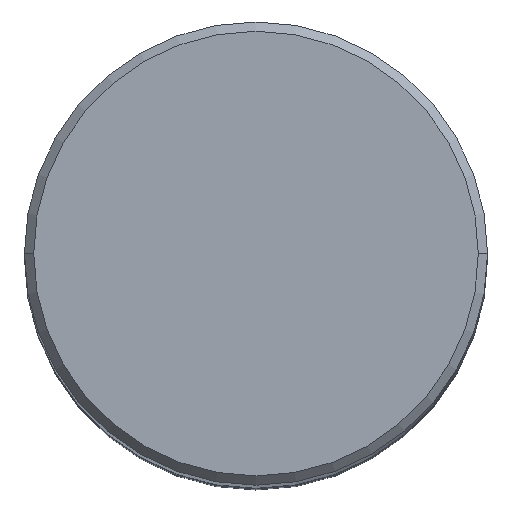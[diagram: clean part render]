
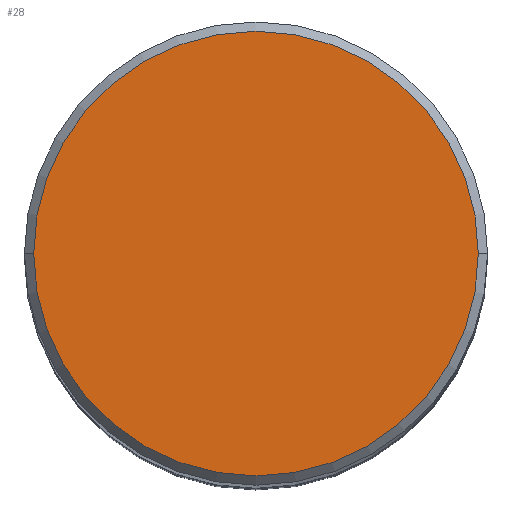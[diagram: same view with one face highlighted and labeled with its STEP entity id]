
A CAD part, top view. The second image highlights one B-rep face of the part: STEP entity #28.
In plain terms, the highlighted planar face has unit normal (0, 0, 1).
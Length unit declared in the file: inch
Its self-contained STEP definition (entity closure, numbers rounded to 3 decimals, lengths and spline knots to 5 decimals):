
#11 = DIRECTION ( 'NONE',  ( 1., 0., 0. ) ) ;
#28 = ADVANCED_FACE ( 'NONE', ( #301 ), #482, .F. ) ;
#34 = CIRCLE ( 'NONE', #189, 0.48 ) ;
#36 = EDGE_CURVE ( 'NONE', #287, #381, #34, .T. ) ;
#48 = AXIS2_PLACEMENT_3D ( 'NONE', #251, #246, #435 ) ;
#75 = EDGE_LOOP ( 'NONE', ( #512, #465 ) ) ;
#96 = CARTESIAN_POINT ( 'NONE',  ( -0.48, 0., 0. ) ) ;
#130 = EDGE_CURVE ( 'NONE', #381, #287, #424, .T. ) ;
#160 = AXIS2_PLACEMENT_3D ( 'NONE', #398, #523, #11 ) ;
#189 = AXIS2_PLACEMENT_3D ( 'NONE', #201, #556, #210 ) ;
#201 = CARTESIAN_POINT ( 'NONE',  ( 0., 0., 0. ) ) ;
#210 = DIRECTION ( 'NONE',  ( 1., 0., 0. ) ) ;
#246 = DIRECTION ( 'NONE',  ( 0., 0., -1. ) ) ;
#251 = CARTESIAN_POINT ( 'NONE',  ( 0., 0.48, 0. ) ) ;
#287 = VERTEX_POINT ( 'NONE', #467 ) ;
#301 = FACE_OUTER_BOUND ( 'NONE', #75, .T. ) ;
#381 = VERTEX_POINT ( 'NONE', #96 ) ;
#398 = CARTESIAN_POINT ( 'NONE',  ( 0., 0., 0. ) ) ;
#424 = CIRCLE ( 'NONE', #160, 0.48 ) ;
#435 = DIRECTION ( 'NONE',  ( -1., 0., 0. ) ) ;
#465 = ORIENTED_EDGE ( 'NONE', *, *, #36, .T. ) ;
#467 = CARTESIAN_POINT ( 'NONE',  ( 0.48, 0., 0. ) ) ;
#482 = PLANE ( 'NONE',  #48 ) ;
#512 = ORIENTED_EDGE ( 'NONE', *, *, #130, .T. ) ;
#523 = DIRECTION ( 'NONE',  ( 0., 0., 1. ) ) ;
#556 = DIRECTION ( 'NONE',  ( 0., 0., 1. ) ) ;
